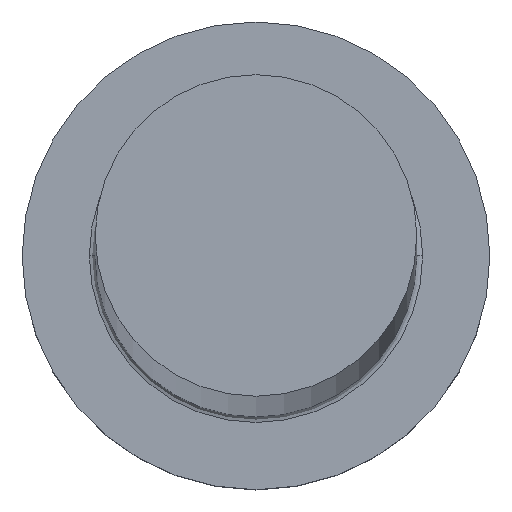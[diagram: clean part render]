
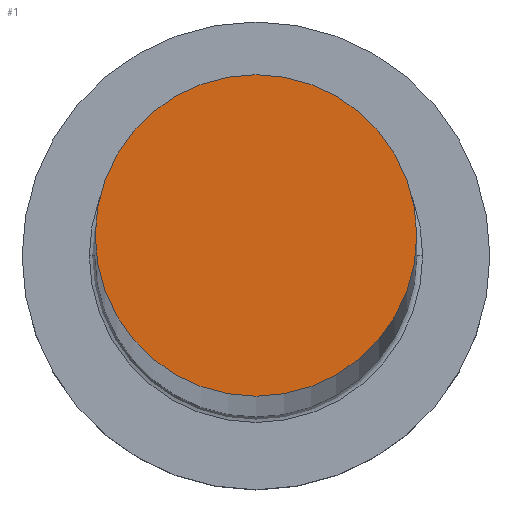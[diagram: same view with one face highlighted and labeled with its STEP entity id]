
A CAD part, top view. The second image highlights one B-rep face of the part: STEP entity #1.
In plain terms, the highlighted planar face has unit normal (0, 0, 1).
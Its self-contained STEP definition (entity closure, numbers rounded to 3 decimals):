
#1 = ADVANCED_FACE ( 'NONE', ( #290 ), #194, .T. ) ;
#5 = VERTEX_POINT ( 'NONE', #244 ) ;
#13 = DIRECTION ( 'NONE',  ( 1., 0., 0. ) ) ;
#41 = AXIS2_PLACEMENT_3D ( 'NONE', #123, #191, #289 ) ;
#48 = EDGE_CURVE ( 'NONE', #5, #105, #101, .T. ) ;
#49 = CARTESIAN_POINT ( 'NONE',  ( -5.5, 0., 405. ) ) ;
#77 = AXIS2_PLACEMENT_3D ( 'NONE', #193, #212, #108 ) ;
#82 = EDGE_LOOP ( 'NONE', ( #256, #222 ) ) ;
#101 = CIRCLE ( 'NONE', #77, 5.5 ) ;
#105 = VERTEX_POINT ( 'NONE', #49 ) ;
#108 = DIRECTION ( 'NONE',  ( 1., 0., 0. ) ) ;
#123 = CARTESIAN_POINT ( 'NONE',  ( 0., 0., 405. ) ) ;
#190 = CIRCLE ( 'NONE', #273, 5.5 ) ;
#191 = DIRECTION ( 'NONE',  ( 0., 0., 1. ) ) ;
#193 = CARTESIAN_POINT ( 'NONE',  ( 0., 0., 405. ) ) ;
#194 = PLANE ( 'NONE',  #41 ) ;
#212 = DIRECTION ( 'NONE',  ( 0., 0., 1. ) ) ;
#222 = ORIENTED_EDGE ( 'NONE', *, *, #48, .T. ) ;
#229 = CARTESIAN_POINT ( 'NONE',  ( 0., 0., 405. ) ) ;
#244 = CARTESIAN_POINT ( 'NONE',  ( 5.5, 0., 405. ) ) ;
#250 = EDGE_CURVE ( 'NONE', #105, #5, #190, .T. ) ;
#256 = ORIENTED_EDGE ( 'NONE', *, *, #250, .T. ) ;
#273 = AXIS2_PLACEMENT_3D ( 'NONE', #229, #280, #13 ) ;
#280 = DIRECTION ( 'NONE',  ( 0., 0., 1. ) ) ;
#289 = DIRECTION ( 'NONE',  ( 1., 0., 0. ) ) ;
#290 = FACE_OUTER_BOUND ( 'NONE', #82, .T. ) ;
